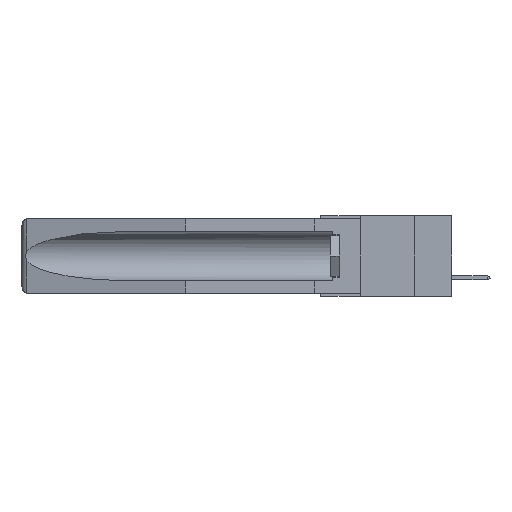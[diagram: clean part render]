
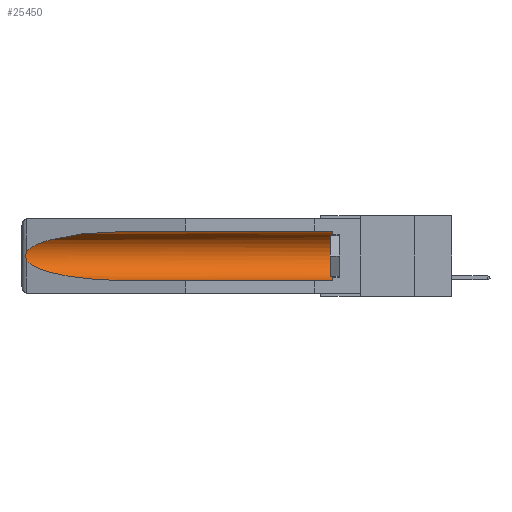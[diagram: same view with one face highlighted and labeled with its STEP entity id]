
A CAD part, left-side view. The second image highlights one B-rep face of the part: STEP entity #25450.
In plain terms, the highlighted cylindrical face has radius 2.857 mm (diameter 5.715 mm), a partial arc.
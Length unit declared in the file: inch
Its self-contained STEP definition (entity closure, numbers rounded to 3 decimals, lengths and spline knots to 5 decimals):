
#246 =( BOUNDED_CURVE ( )  B_SPLINE_CURVE ( 3, ( #572, #2576, #2402, #20245 ),
 .UNSPECIFIED., .F., .F. ) 
 B_SPLINE_CURVE_WITH_KNOTS ( ( 4, 4 ),
 ( 4.71239, 6.08839 ),
 .UNSPECIFIED. ) 
 CURVE ( )  GEOMETRIC_REPRESENTATION_ITEM ( )  RATIONAL_B_SPLINE_CURVE ( ( 1., 0.848, 0.848, 1. ) ) 
 REPRESENTATION_ITEM ( '' )  );
#272 = EDGE_CURVE ( 'NONE', #23466, #3764, #3610, .T. ) ;
#481 = VERTEX_POINT ( 'NONE', #5253 ) ;
#572 = CARTESIAN_POINT ( 'NONE',  ( 0.155, 1.07973, -0.059 ) ) ;
#1169 = CARTESIAN_POINT ( 'NONE',  ( 0.155, 0.126, -0.284 ) ) ;
#1316 = CARTESIAN_POINT ( 'NONE',  ( 0.155, -0.30754, -0.284 ) ) ;
#1375 = ORIENTED_EDGE ( 'NONE', *, *, #272, .T. ) ;
#2402 = CARTESIAN_POINT ( 'NONE',  ( 0.25451, 1.48313, -0.09465 ) ) ;
#2472 = CARTESIAN_POINT ( 'NONE',  ( 0.26537, 1.52718, -0.19328 ) ) ;
#2565 = ORIENTED_EDGE ( 'NONE', *, *, #7407, .T. ) ;
#2576 = CARTESIAN_POINT ( 'NONE',  ( 0.21114, 1.30732, -0.059 ) ) ;
#3041 = EDGE_CURVE ( 'NONE', #5689, #481, #13064, .T. ) ;
#3058 = DIRECTION ( 'NONE',  ( 0., 1., 0. ) ) ;
#3610 =( BOUNDED_CURVE ( )  B_SPLINE_CURVE ( 3, ( #2472, #18465, #16460, #4501 ),
 .UNSPECIFIED., .F., .T. ) 
 B_SPLINE_CURVE_WITH_KNOTS ( ( 4, 4 ),
 ( 0.1948, 1.5708 ),
 .UNSPECIFIED. ) 
 CURVE ( )  GEOMETRIC_REPRESENTATION_ITEM ( )  RATIONAL_B_SPLINE_CURVE ( ( 1., 0.848, 0.848, 1. ) ) 
 REPRESENTATION_ITEM ( '' )  );
#3683 = CARTESIAN_POINT ( 'NONE',  ( 0.155, -0.30754, -0.059 ) ) ;
#3764 = VERTEX_POINT ( 'NONE', #16756 ) ;
#4122 = AXIS2_PLACEMENT_3D ( 'NONE', #23295, #3058, #11057 ) ;
#4432 = LINE ( 'NONE', #1316, #25078 ) ;
#4446 = CARTESIAN_POINT ( 'NONE',  ( 0.155, 0.126, -0.1715 ) ) ;
#4501 = CARTESIAN_POINT ( 'NONE',  ( 0.155, 1.07973, -0.284 ) ) ;
#4901 = VECTOR ( 'NONE', #15752, 39.37008 ) ;
#5253 = CARTESIAN_POINT ( 'NONE',  ( 0.155, 1.07973, -0.059 ) ) ;
#5299 = CARTESIAN_POINT ( 'NONE',  ( 0.26655, 1.53094, -0.18657 ) ) ;
#5307 = EDGE_CURVE ( 'NONE', #9937, #5689, #20216, .T. ) ;
#5669 = FACE_OUTER_BOUND ( 'NONE', #20791, .T. ) ;
#5689 = VERTEX_POINT ( 'NONE', #23948 ) ;
#6739 = CARTESIAN_POINT ( 'NONE',  ( 0.26654, 1.53092, -0.15636 ) ) ;
#6810 = ORIENTED_EDGE ( 'NONE', *, *, #5307, .T. ) ;
#7018 = AXIS2_PLACEMENT_3D ( 'NONE', #4446, #22555, #8491 ) ;
#7206 = CARTESIAN_POINT ( 'NONE',  ( 0.26537, 1.52718, -0.19328 ) ) ;
#7407 = EDGE_CURVE ( 'NONE', #481, #12313, #246, .T. ) ;
#8491 = DIRECTION ( 'NONE',  ( 0., 0., 1. ) ) ;
#9917 = B_SPLINE_CURVE_WITH_KNOTS ( 'NONE', 3,
 ( #24405, #20453, #6739, #17016, #22737, #14773, #11470, #5299, #11385, #25075 ),
 .UNSPECIFIED., .F., .F.,
 ( 4, 2, 2, 2, 4 ),
 ( 0., 0.00029, 0.00058, 0.00087, 0.00117 ),
 .UNSPECIFIED. ) ;
#9937 = VERTEX_POINT ( 'NONE', #1169 ) ;
#10096 = ORIENTED_EDGE ( 'NONE', *, *, #25617, .F. ) ;
#10866 = CARTESIAN_POINT ( 'NONE',  ( 0.26537, 1.52718, -0.14972 ) ) ;
#11057 = DIRECTION ( 'NONE',  ( 0., 0., 1. ) ) ;
#11385 = CARTESIAN_POINT ( 'NONE',  ( 0.26597, 1.5296, -0.19026 ) ) ;
#11470 = CARTESIAN_POINT ( 'NONE',  ( 0.2673, 1.53269, -0.17917 ) ) ;
#12313 = VERTEX_POINT ( 'NONE', #10866 ) ;
#13064 = LINE ( 'NONE', #3683, #4901 ) ;
#14773 = CARTESIAN_POINT ( 'NONE',  ( 0.2675, 1.53308, -0.17534 ) ) ;
#15752 = DIRECTION ( 'NONE',  ( 0., 1., 0. ) ) ;
#16167 = ORIENTED_EDGE ( 'NONE', *, *, #3041, .T. ) ;
#16460 = CARTESIAN_POINT ( 'NONE',  ( 0.21114, 1.30732, -0.284 ) ) ;
#16756 = CARTESIAN_POINT ( 'NONE',  ( 0.155, 1.07973, -0.284 ) ) ;
#17016 = CARTESIAN_POINT ( 'NONE',  ( 0.2673, 1.5327, -0.16383 ) ) ;
#18465 = CARTESIAN_POINT ( 'NONE',  ( 0.25451, 1.48313, -0.24835 ) ) ;
#20216 = CIRCLE ( 'NONE', #7018, 0.1125 ) ;
#20245 = CARTESIAN_POINT ( 'NONE',  ( 0.26537, 1.52718, -0.14972 ) ) ;
#20453 = CARTESIAN_POINT ( 'NONE',  ( 0.26597, 1.52961, -0.15275 ) ) ;
#20791 = EDGE_LOOP ( 'NONE', ( #2565, #25212, #1375, #10096, #6810, #16167 ) ) ;
#21537 = DIRECTION ( 'NONE',  ( 0., 1., 0. ) ) ;
#22555 = DIRECTION ( 'NONE',  ( 0., -1., 0. ) ) ;
#22737 = CARTESIAN_POINT ( 'NONE',  ( 0.2675, 1.53308, -0.16763 ) ) ;
#23295 = CARTESIAN_POINT ( 'NONE',  ( 0.155, -0.30754, -0.1715 ) ) ;
#23466 = VERTEX_POINT ( 'NONE', #7206 ) ;
#23846 = CYLINDRICAL_SURFACE ( 'NONE', #4122, 0.1125 ) ;
#23948 = CARTESIAN_POINT ( 'NONE',  ( 0.155, 0.126, -0.059 ) ) ;
#24405 = CARTESIAN_POINT ( 'NONE',  ( 0.26537, 1.52718, -0.14972 ) ) ;
#24441 = EDGE_CURVE ( 'NONE', #12313, #23466, #9917, .T. ) ;
#25075 = CARTESIAN_POINT ( 'NONE',  ( 0.26537, 1.52718, -0.19328 ) ) ;
#25078 = VECTOR ( 'NONE', #21537, 39.37008 ) ;
#25212 = ORIENTED_EDGE ( 'NONE', *, *, #24441, .T. ) ;
#25450 = ADVANCED_FACE ( 'NONE', ( #5669 ), #23846, .F. ) ;
#25617 = EDGE_CURVE ( 'NONE', #9937, #3764, #4432, .T. ) ;
